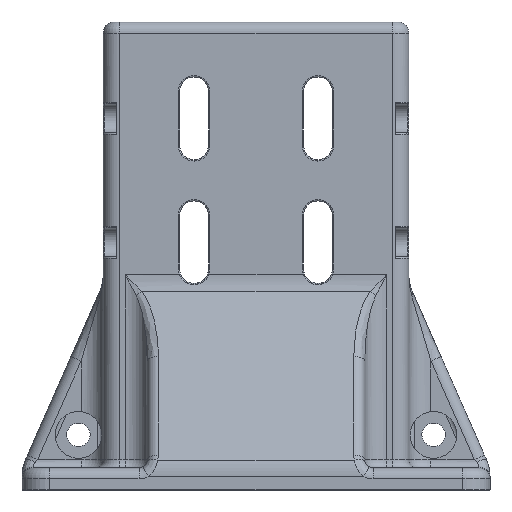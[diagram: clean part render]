
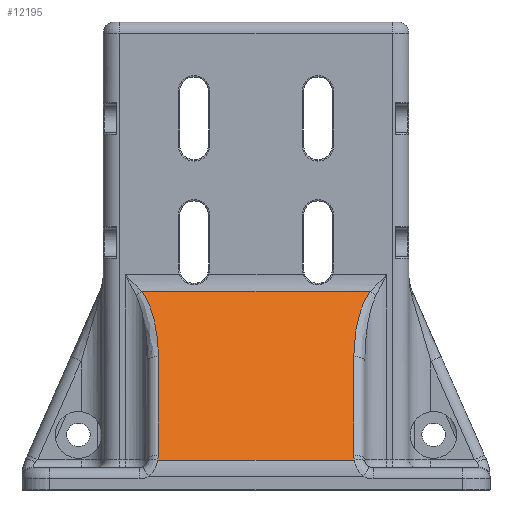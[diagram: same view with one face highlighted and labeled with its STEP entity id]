
A CAD part, front view. The second image highlights one B-rep face of the part: STEP entity #12195.
In plain terms, the highlighted planar face has unit normal (0, -0.915, 0.403).
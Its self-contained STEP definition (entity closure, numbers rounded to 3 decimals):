
#64 = CARTESIAN_POINT ( 'NONE',  ( -44.361, -97.887, -26.514 ) ) ;
#65 = CARTESIAN_POINT ( 'NONE',  ( 26.639, -97.887, -26.514 ) ) ;
#69 = CARTESIAN_POINT ( 'NONE',  ( -46.555, -94.085, -17.878 ) ) ;
#70 = DIRECTION ( 'NONE',  ( 0., -0.403, -0.915 ) ) ;
#71 = CARTESIAN_POINT ( 'NONE',  ( 28.833, -94.085, -17.878 ) ) ;
#72 = CARTESIAN_POINT ( 'NONE',  ( -50.355, -91.888, -12.888 ) ) ;
#73 = CARTESIAN_POINT ( 'NONE',  ( -44.361, -102.277, -36.484 ) ) ;
#74 = CARTESIAN_POINT ( 'NONE',  ( 13.639, -91.888, -12.888 ) ) ;
#75 = DIRECTION ( 'NONE',  ( -1., 0., 0. ) ) ;
#76 = CARTESIAN_POINT ( 'NONE',  ( 26.711, -118.596, -73.548 ) ) ;
#77 = CARTESIAN_POINT ( 'NONE',  ( 26.639, -102.277, -36.484 ) ) ;
#78 = CARTESIAN_POINT ( 'NONE',  ( 26.639, -118.342, -72.97 ) ) ;
#79 = CARTESIAN_POINT ( 'NONE',  ( 32.633, -91.888, -12.888 ) ) ;
#80 = CARTESIAN_POINT ( 'NONE',  ( 26.639, -98.616, -28.169 ) ) ;
#81 = DIRECTION ( 'NONE',  ( 0., 0.403, 0.915 ) ) ;
#82 = CARTESIAN_POINT ( 'NONE',  ( -44.361, -118.342, -72.97 ) ) ;
#83 = CARTESIAN_POINT ( 'NONE',  ( 26.854, -118.844, -74.112 ) ) ;
#84 = CARTESIAN_POINT ( 'NONE',  ( -44.433, -118.596, -73.548 ) ) ;
#85 = CARTESIAN_POINT ( 'NONE',  ( 26.639, -118.086, -72.388 ) ) ;
#86 = CARTESIAN_POINT ( 'NONE',  ( 27.314, -118.844, -74.112 ) ) ;
#87 = DIRECTION ( 'NONE',  ( 1., 0., 0. ) ) ;
#88 = CARTESIAN_POINT ( 'NONE',  ( -44.361, -118.086, -72.388 ) ) ;
#89 = CARTESIAN_POINT ( 'NONE',  ( -44.577, -118.844, -74.112 ) ) ;
#1147 = CARTESIAN_POINT ( 'NONE',  ( -44.361, -118.086, -72.388 ) ) ;
#1162 = CARTESIAN_POINT ( 'NONE',  ( -44.577, -118.844, -74.112 ) ) ;
#1166 = CARTESIAN_POINT ( 'NONE',  ( 26.854, -118.844, -74.112 ) ) ;
#1167 = CARTESIAN_POINT ( 'NONE',  ( 26.639, -118.086, -72.388 ) ) ;
#1168 = CARTESIAN_POINT ( 'NONE',  ( 26.639, -102.277, -36.484 ) ) ;
#1169 = CARTESIAN_POINT ( 'NONE',  ( 32.633, -91.888, -12.888 ) ) ;
#1170 = CARTESIAN_POINT ( 'NONE',  ( -50.355, -91.888, -12.888 ) ) ;
#1171 = CARTESIAN_POINT ( 'NONE',  ( -44.361, -102.277, -36.484 ) ) ;
#1862 = VECTOR ( 'NONE', #75, 1000. ) ;
#1868 = LINE ( 'NONE', #4430, #1870 ) ;
#1869 = LINE ( 'NONE', #74, #1862 ) ;
#1870 = VECTOR ( 'NONE', #70, 1000. ) ;
#1871 = LINE ( 'NONE', #80, #1872 ) ;
#1872 = VECTOR ( 'NONE', #81, 1000. ) ;
#1873 = LINE ( 'NONE', #86, #1874 ) ;
#1874 = VECTOR ( 'NONE', #87, 1000. ) ;
#4430 = CARTESIAN_POINT ( 'NONE',  ( -44.361, -118.795, -74. ) ) ;
#4480 = EDGE_LOOP ( 'NONE', ( #11827, #11828, #11829, #11830, #11831, #11832, #11833, #11834 ) ) ;
#6635 = AXIS2_PLACEMENT_3D ( 'NONE', #14356, #14366, #14367 ) ;
#7266 = EDGE_CURVE ( 'NONE', #15801, #15749, #1868, .T. ) ;
#7267 = EDGE_CURVE ( 'NONE', #15799, #15801, #10242, .T. ) ;
#7268 = EDGE_CURVE ( 'NONE', #15796, #15799, #1869, .T. ) ;
#7269 = EDGE_CURVE ( 'NONE', #15794, #15796, #10257, .T. ) ;
#7270 = EDGE_CURVE ( 'NONE', #15792, #15794, #1871, .T. ) ;
#7271 = EDGE_CURVE ( 'NONE', #15790, #15792, #10245, .T. ) ;
#7272 = EDGE_CURVE ( 'NONE', #15781, #15790, #1873, .T. ) ;
#7273 = EDGE_CURVE ( 'NONE', #15749, #15781, #10255, .T. ) ;
#10242 =( BOUNDED_CURVE ( )  B_SPLINE_CURVE ( 3, ( #72, #69, #64, #73 ),
 .UNSPECIFIED., .F., .T. ) 
 B_SPLINE_CURVE_WITH_KNOTS ( ( 4, 4 ),
 ( 3.666, 4.712 ),
 .UNSPECIFIED. ) 
 CURVE ( )  GEOMETRIC_REPRESENTATION_ITEM ( )  RATIONAL_B_SPLINE_CURVE ( ( 1., 0.911, 0.911, 1. ) ) 
 REPRESENTATION_ITEM ( '' )  );
#10245 =( BOUNDED_CURVE ( )  B_SPLINE_CURVE ( 3, ( #83, #76, #78, #85 ),
 .UNSPECIFIED., .F., .F. ) 
 B_SPLINE_CURVE_WITH_KNOTS ( ( 4, 4 ),
 ( 1.322, 1.571 ),
 .UNSPECIFIED. ) 
 CURVE ( )  GEOMETRIC_REPRESENTATION_ITEM ( )  RATIONAL_B_SPLINE_CURVE ( ( 1., 0.995, 0.995, 1. ) ) 
 REPRESENTATION_ITEM ( '' )  );
#10255 =( BOUNDED_CURVE ( )  B_SPLINE_CURVE ( 3, ( #88, #82, #84, #89 ),
 .UNSPECIFIED., .F., .T. ) 
 B_SPLINE_CURVE_WITH_KNOTS ( ( 4, 4 ),
 ( 4.712, 4.961 ),
 .UNSPECIFIED. ) 
 CURVE ( )  GEOMETRIC_REPRESENTATION_ITEM ( )  RATIONAL_B_SPLINE_CURVE ( ( 1., 0.995, 0.995, 1. ) ) 
 REPRESENTATION_ITEM ( '' )  );
#10257 =( BOUNDED_CURVE ( )  B_SPLINE_CURVE ( 3, ( #77, #65, #71, #79 ),
 .UNSPECIFIED., .F., .T. ) 
 B_SPLINE_CURVE_WITH_KNOTS ( ( 4, 4 ),
 ( 1.571, 2.617 ),
 .UNSPECIFIED. ) 
 CURVE ( )  GEOMETRIC_REPRESENTATION_ITEM ( )  RATIONAL_B_SPLINE_CURVE ( ( 1., 0.911, 0.911, 1. ) ) 
 REPRESENTATION_ITEM ( '' )  );
#11827 = ORIENTED_EDGE ( 'NONE', *, *, #7273, .T. ) ;
#11828 = ORIENTED_EDGE ( 'NONE', *, *, #7272, .T. ) ;
#11829 = ORIENTED_EDGE ( 'NONE', *, *, #7271, .T. ) ;
#11830 = ORIENTED_EDGE ( 'NONE', *, *, #7270, .T. ) ;
#11831 = ORIENTED_EDGE ( 'NONE', *, *, #7269, .T. ) ;
#11832 = ORIENTED_EDGE ( 'NONE', *, *, #7268, .T. ) ;
#11833 = ORIENTED_EDGE ( 'NONE', *, *, #7267, .T. ) ;
#11834 = ORIENTED_EDGE ( 'NONE', *, *, #7266, .T. ) ;
#12195 = ADVANCED_FACE ( 'NONE', ( #14859 ), #14364, .F. ) ;
#14356 = CARTESIAN_POINT ( 'NONE',  ( 84.305, -128.282, -95.547 ) ) ;
#14364 = PLANE ( 'NONE',  #6635 ) ;
#14366 = DIRECTION ( 'NONE',  ( 0., 0.915, -0.403 ) ) ;
#14367 = DIRECTION ( 'NONE',  ( 0., -0.403, -0.915 ) ) ;
#14859 = FACE_OUTER_BOUND ( 'NONE', #4480, .T. ) ;
#15749 = VERTEX_POINT ( 'NONE', #1147 ) ;
#15781 = VERTEX_POINT ( 'NONE', #1162 ) ;
#15790 = VERTEX_POINT ( 'NONE', #1166 ) ;
#15792 = VERTEX_POINT ( 'NONE', #1167 ) ;
#15794 = VERTEX_POINT ( 'NONE', #1168 ) ;
#15796 = VERTEX_POINT ( 'NONE', #1169 ) ;
#15799 = VERTEX_POINT ( 'NONE', #1170 ) ;
#15801 = VERTEX_POINT ( 'NONE', #1171 ) ;
